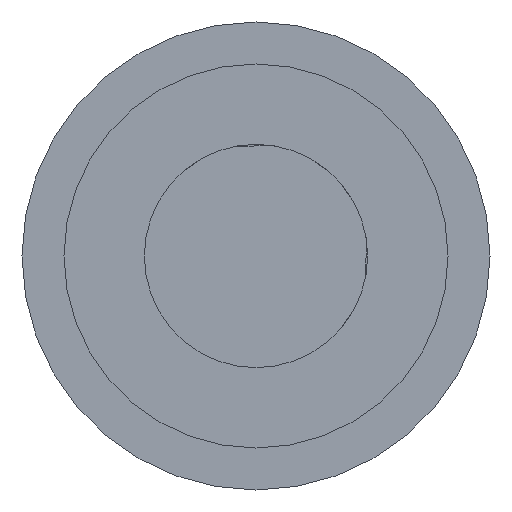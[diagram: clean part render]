
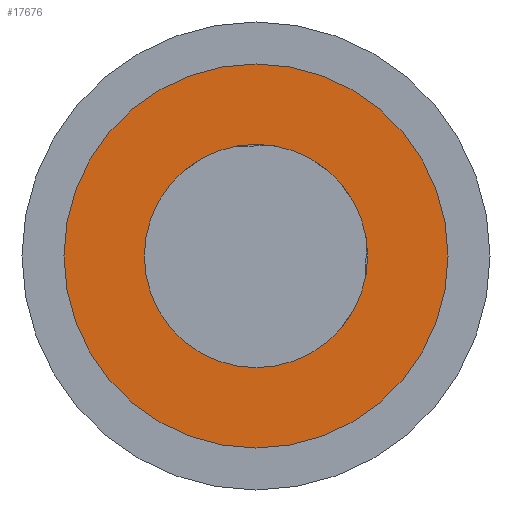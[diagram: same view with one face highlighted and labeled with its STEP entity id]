
A CAD part, front view. The second image highlights one B-rep face of the part: STEP entity #17676.
In plain terms, the highlighted planar face has unit normal (0, -1, 0).
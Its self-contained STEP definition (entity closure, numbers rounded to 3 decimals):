
#6105 = DIRECTION ( 'NONE',  ( 1., 0., 0. ) ) ;
#6107 = DIRECTION ( 'NONE',  ( 0., -1., 0. ) ) ;
#6108 = AXIS2_PLACEMENT_3D ( 'NONE', #6116, #6107, #6105 ) ;
#6109 = CIRCLE ( 'NONE', #6108, 5.461 ) ;
#6116 = CARTESIAN_POINT ( 'NONE',  ( 0.576, -5.79, -0.833 ) ) ;
#6165 = CARTESIAN_POINT ( 'NONE',  ( 3.751, -5.79, -0.833 ) ) ;
#6167 = DIRECTION ( 'NONE',  ( 1., 0., 0. ) ) ;
#6168 = DIRECTION ( 'NONE',  ( 0., -1., 0. ) ) ;
#6169 = CARTESIAN_POINT ( 'NONE',  ( 0.576, -5.79, -0.833 ) ) ;
#6170 = AXIS2_PLACEMENT_3D ( 'NONE', #6169, #6168, #6167 ) ;
#6171 = CIRCLE ( 'NONE', #6170, 3.175 ) ;
#6173 = CARTESIAN_POINT ( 'NONE',  ( -2.599, -5.79, -0.833 ) ) ;
#6418 = CARTESIAN_POINT ( 'NONE',  ( 6.037, -5.79, -0.833 ) ) ;
#6419 = CARTESIAN_POINT ( 'NONE',  ( -4.885, -5.79, -0.833 ) ) ;
#8612 = CIRCLE ( 'NONE', #8702, 3.175 ) ;
#8696 = DIRECTION ( 'NONE',  ( 1., 0., 0. ) ) ;
#8698 = DIRECTION ( 'NONE',  ( 0., -1., 0. ) ) ;
#8700 = CARTESIAN_POINT ( 'NONE',  ( 0.576, -5.79, -0.833 ) ) ;
#8702 = AXIS2_PLACEMENT_3D ( 'NONE', #8700, #8698, #8696 ) ;
#11454 = FACE_BOUND ( 'NONE', #16518, .T. ) ;
#11455 = FACE_OUTER_BOUND ( 'NONE', #17673, .T. ) ;
#11456 = DIRECTION ( 'NONE',  ( 1., 0., 0. ) ) ;
#11457 = DIRECTION ( 'NONE',  ( 0., -1., 0. ) ) ;
#11458 = CARTESIAN_POINT ( 'NONE',  ( 0.576, -5.79, -0.833 ) ) ;
#11459 = AXIS2_PLACEMENT_3D ( 'NONE', #11458, #11457, #11456 ) ;
#11460 = CIRCLE ( 'NONE', #11459, 5.461 ) ;
#11492 = DIRECTION ( 'NONE',  ( 1., 0., 0. ) ) ;
#11493 = DIRECTION ( 'NONE',  ( 0., -1., 0. ) ) ;
#11494 = CARTESIAN_POINT ( 'NONE',  ( 6.037, -5.79, -0.833 ) ) ;
#11495 = AXIS2_PLACEMENT_3D ( 'NONE', #11494, #11493, #11492 ) ;
#11496 = PLANE ( 'NONE',  #11495 ) ;
#15704 = EDGE_CURVE ( 'NONE', #15757, #15758, #6109, .T. ) ;
#15715 = VERTEX_POINT ( 'NONE', #6173 ) ;
#15717 = EDGE_CURVE ( 'NONE', #15715, #15718, #6171, .T. ) ;
#15718 = VERTEX_POINT ( 'NONE', #6165 ) ;
#15757 = VERTEX_POINT ( 'NONE', #6419 ) ;
#15758 = VERTEX_POINT ( 'NONE', #6418 ) ;
#16178 = EDGE_CURVE ( 'NONE', #15718, #15715, #8612, .T. ) ;
#16518 = EDGE_LOOP ( 'NONE', ( #17720, #17721 ) ) ;
#17672 = ORIENTED_EDGE ( 'NONE', *, *, #15704, .T. ) ;
#17673 = EDGE_LOOP ( 'NONE', ( #17674, #17672 ) ) ;
#17674 = ORIENTED_EDGE ( 'NONE', *, *, #17675, .T. ) ;
#17675 = EDGE_CURVE ( 'NONE', #15758, #15757, #11460, .T. ) ;
#17676 = ADVANCED_FACE ( 'NONE', ( #11455, #11454 ), #11496, .T. ) ;
#17720 = ORIENTED_EDGE ( 'NONE', *, *, #16178, .F. ) ;
#17721 = ORIENTED_EDGE ( 'NONE', *, *, #15717, .F. ) ;
